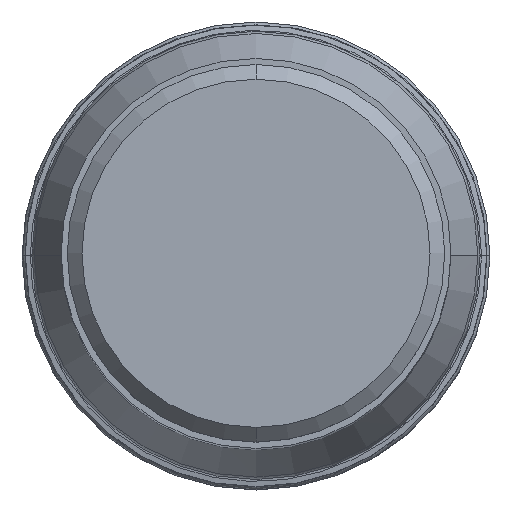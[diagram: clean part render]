
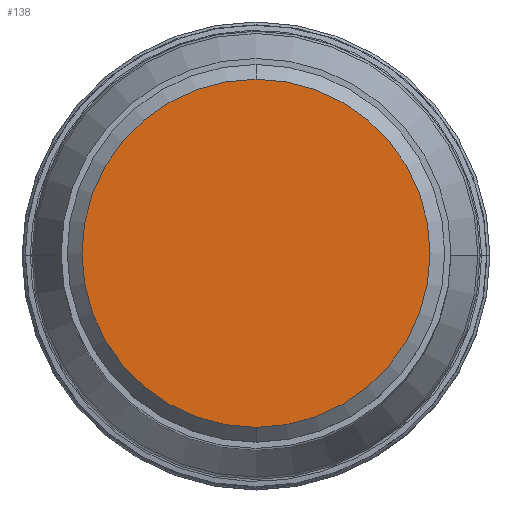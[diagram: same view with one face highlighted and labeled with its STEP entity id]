
A CAD part, top view. The second image highlights one B-rep face of the part: STEP entity #138.
In plain terms, the highlighted planar face has unit normal (0, 0, 1).
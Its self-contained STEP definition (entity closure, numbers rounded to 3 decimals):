
#34=PLANE('',#1189);
#138=ADVANCED_FACE('',(#209),#34,.F.);
#209=FACE_OUTER_BOUND('',#269,.T.);
#269=EDGE_LOOP('',(#469,#470));
#469=ORIENTED_EDGE('',*,*,#753,.T.);
#470=ORIENTED_EDGE('',*,*,#754,.T.);
#630=VERTEX_POINT('',#2627);
#631=VERTEX_POINT('',#2628);
#753=EDGE_CURVE('',#630,#631,#901,.T.);
#754=EDGE_CURVE('',#631,#630,#902,.T.);
#901=CIRCLE('',#1187,14.175);
#902=CIRCLE('',#1188,14.175);
#1187=AXIS2_PLACEMENT_3D('',#2626,#1452,#1453);
#1188=AXIS2_PLACEMENT_3D('',#2629,#1454,#1455);
#1189=AXIS2_PLACEMENT_3D('',#2630,#1456,#1457);
#1452=DIRECTION('',(0.,0.,1.));
#1453=DIRECTION('',(0.,-1.,0.));
#1454=DIRECTION('',(0.,0.,1.));
#1455=DIRECTION('',(0.,1.,0.));
#1456=DIRECTION('',(0.,0.,-1.));
#1457=DIRECTION('',(-1.,0.,0.));
#2626=CARTESIAN_POINT('',(0.,0.,42.863));
#2627=CARTESIAN_POINT('',(0.,-14.175,42.863));
#2628=CARTESIAN_POINT('',(0.,14.175,42.863));
#2629=CARTESIAN_POINT('',(0.,0.,42.863));
#2630=CARTESIAN_POINT('',(0.,0.,42.863));
